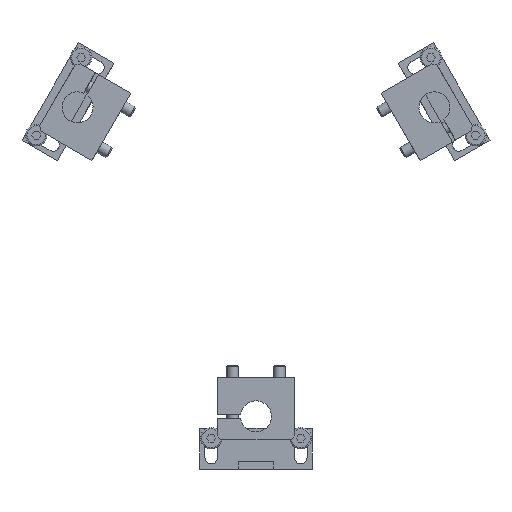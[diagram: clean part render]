
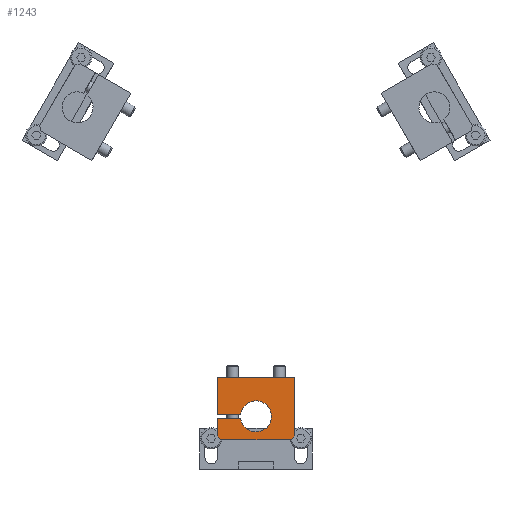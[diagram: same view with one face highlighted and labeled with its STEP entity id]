
A CAD part, front view. The second image highlights one B-rep face of the part: STEP entity #1243.
In plain terms, the highlighted planar face has unit normal (0, -1, 0).
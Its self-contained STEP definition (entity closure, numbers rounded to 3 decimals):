
#133=CIRCLE('',#1374,3.975);
#196=ORIENTED_EDGE('',*,*,#510,.F.);
#197=ORIENTED_EDGE('',*,*,#511,.T.);
#198=ORIENTED_EDGE('',*,*,#512,.T.);
#199=ORIENTED_EDGE('',*,*,#501,.F.);
#200=ORIENTED_EDGE('',*,*,#513,.F.);
#201=ORIENTED_EDGE('',*,*,#514,.F.);
#202=ORIENTED_EDGE('',*,*,#515,.F.);
#203=ORIENTED_EDGE('',*,*,#516,.F.);
#204=ORIENTED_EDGE('',*,*,#517,.F.);
#205=ORIENTED_EDGE('',*,*,#495,.F.);
#495=EDGE_CURVE('',#652,#654,#760,.T.);
#501=EDGE_CURVE('',#659,#657,#766,.T.);
#510=EDGE_CURVE('',#666,#652,#774,.T.);
#511=EDGE_CURVE('',#666,#667,#133,.T.);
#512=EDGE_CURVE('',#667,#657,#775,.T.);
#513=EDGE_CURVE('',#668,#659,#776,.T.);
#514=EDGE_CURVE('',#669,#668,#777,.T.);
#515=EDGE_CURVE('',#670,#669,#778,.T.);
#516=EDGE_CURVE('',#671,#670,#779,.T.);
#517=EDGE_CURVE('',#654,#671,#780,.T.);
#652=VERTEX_POINT('',#1909);
#654=VERTEX_POINT('',#1912);
#657=VERTEX_POINT('',#1919);
#659=VERTEX_POINT('',#1923);
#666=VERTEX_POINT('',#1942);
#667=VERTEX_POINT('',#1944);
#668=VERTEX_POINT('',#1947);
#669=VERTEX_POINT('',#1949);
#670=VERTEX_POINT('',#1951);
#671=VERTEX_POINT('',#1953);
#760=LINE('',#1911,#866);
#766=LINE('',#1924,#872);
#774=LINE('',#1941,#880);
#775=LINE('',#1945,#881);
#776=LINE('',#1946,#882);
#777=LINE('',#1948,#883);
#778=LINE('',#1950,#884);
#779=LINE('',#1952,#885);
#780=LINE('',#1954,#886);
#866=VECTOR('',#1517,1000.);
#872=VECTOR('',#1525,1000.);
#880=VECTOR('',#1539,1000.);
#881=VECTOR('',#1542,1000.);
#882=VECTOR('',#1543,1000.);
#883=VECTOR('',#1544,1000.);
#884=VECTOR('',#1545,1000.);
#885=VECTOR('',#1546,1000.);
#886=VECTOR('',#1547,1000.);
#974=EDGE_LOOP('',(#196,#197,#198,#199,#200,#201,#202,#203,#204,#205));
#1082=FACE_BOUND('',#974,.T.);
#1191=PLANE('',#1373);
#1243=ADVANCED_FACE('',(#1082),#1191,.F.);
#1373=AXIS2_PLACEMENT_3D('',#1940,#1537,#1538);
#1374=AXIS2_PLACEMENT_3D('',#1943,#1540,#1541);
#1517=DIRECTION('',(0.,0.,-1.));
#1525=DIRECTION('',(0.,0.,-1.));
#1537=DIRECTION('',(0.,1.,0.));
#1538=DIRECTION('',(0.,0.,1.));
#1539=DIRECTION('',(1.,0.,0.));
#1540=DIRECTION('',(0.,1.,0.));
#1541=DIRECTION('',(1.,0.,0.));
#1542=DIRECTION('',(1.,0.,0.));
#1543=DIRECTION('',(0.707,0.,-0.707));
#1544=DIRECTION('',(1.,0.,0.));
#1545=DIRECTION('',(0.707,0.,0.707));
#1546=DIRECTION('',(0.,0.,1.));
#1547=DIRECTION('',(-1.,0.,0.));
#1909=CARTESIAN_POINT('',(20.,0.,9.5));
#1911=CARTESIAN_POINT('',(20.,0.,15.));
#1912=CARTESIAN_POINT('',(20.,0.,0.));
#1919=CARTESIAN_POINT('',(20.,0.,10.5));
#1923=CARTESIAN_POINT('',(20.,0.,15.));
#1924=CARTESIAN_POINT('',(20.,0.,15.));
#1940=CARTESIAN_POINT('',(0.,0.,0.));
#1941=CARTESIAN_POINT('',(0.,0.,9.5));
#1942=CARTESIAN_POINT('',(13.943,0.,9.5));
#1943=CARTESIAN_POINT('',(10.,0.,10.));
#1944=CARTESIAN_POINT('',(13.943,0.,10.5));
#1945=CARTESIAN_POINT('',(13.943,0.,10.5));
#1946=CARTESIAN_POINT('',(19.,0.,16.));
#1947=CARTESIAN_POINT('',(19.,0.,16.));
#1948=CARTESIAN_POINT('',(1.,0.,16.));
#1949=CARTESIAN_POINT('',(1.,0.,16.));
#1950=CARTESIAN_POINT('',(0.,0.,15.));
#1951=CARTESIAN_POINT('',(0.,0.,15.));
#1952=CARTESIAN_POINT('',(0.,0.,0.));
#1953=CARTESIAN_POINT('',(0.,0.,0.));
#1954=CARTESIAN_POINT('',(20.,0.,0.));
